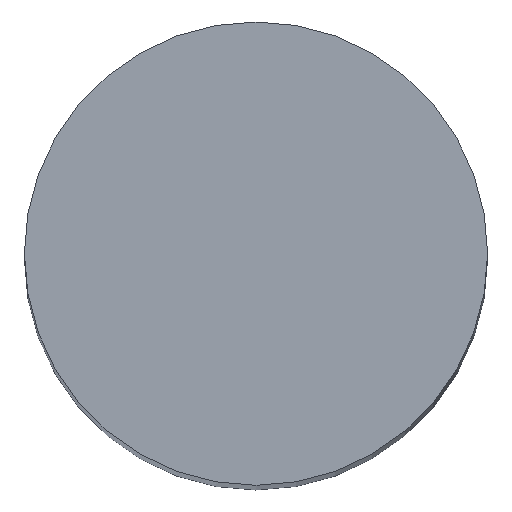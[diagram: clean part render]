
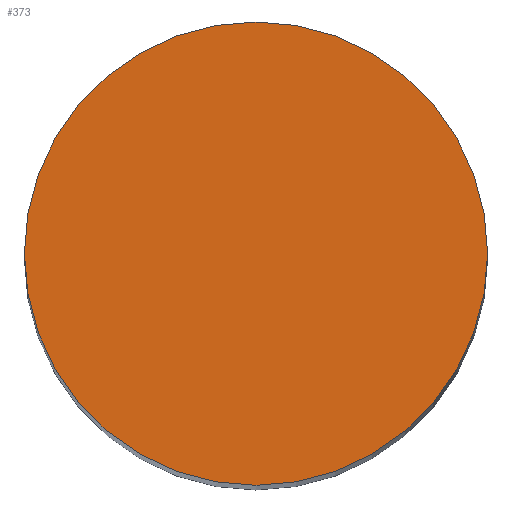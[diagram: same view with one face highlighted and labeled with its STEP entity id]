
A CAD part, top view. The second image highlights one B-rep face of the part: STEP entity #373.
In plain terms, the highlighted planar face has unit normal (0, 0, 1).
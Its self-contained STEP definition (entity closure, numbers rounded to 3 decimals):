
#262=EDGE_CURVE('240[2]',#642,#642,#643,.T.);
#373=ADVANCED_FACE('240[2]',(#786),#787,.T.);
#642=VERTEX_POINT('',#1203);
#643=CIRCLE('',#1204,5.);
#786=FACE_OUTER_BOUND('',#1476,.T.);
#787=PLANE('',#1477);
#1203=CARTESIAN_POINT('',(0.,-5.,0.0));
#1204=AXIS2_PLACEMENT_3D('',#1856,#1857,#1858);
#1476=EDGE_LOOP('',(#2028));
#1477=AXIS2_PLACEMENT_3D('',#2029,#2030,#2031);
#1856=CARTESIAN_POINT('',(0.0,0.0,0.0));
#1857=DIRECTION('',(0.,0.,-1.0));
#1858=DIRECTION('',(0.,1.0,0.));
#2028=ORIENTED_EDGE('',*,*,#262,.F.);
#2029=CARTESIAN_POINT('',(2.5,0.,0.0));
#2030=DIRECTION('',(0.,0.,1.0));
#2031=DIRECTION('',(1.0,0.,0.0));
